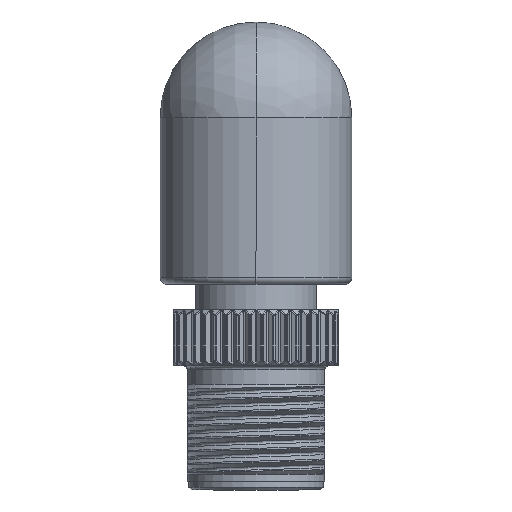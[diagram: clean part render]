
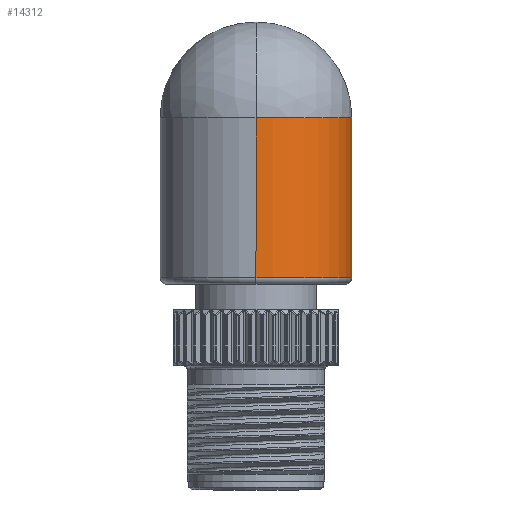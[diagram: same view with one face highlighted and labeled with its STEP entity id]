
A CAD part, front view. The second image highlights one B-rep face of the part: STEP entity #14312.
In plain terms, the highlighted cylindrical face has radius 7.5 mm (diameter 15 mm), a partial arc.
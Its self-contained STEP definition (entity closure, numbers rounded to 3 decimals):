
#330 = VERTEX_POINT ( 'NONE', #16111 ) ;
#1371 = CARTESIAN_POINT ( 'NONE',  ( 7.031, 2.64, -2.631 ) ) ;
#2446 = DIRECTION ( 'NONE',  ( 0., 0., 1. ) ) ;
#3417 = EDGE_CURVE ( 'NONE', #4225, #65276, #60028, .T. ) ;
#4225 = VERTEX_POINT ( 'NONE', #39372 ) ;
#4959 = CARTESIAN_POINT ( 'NONE',  ( 1.131, 7.42, -7.78 ) ) ;
#7810 = DIRECTION ( 'NONE',  ( 0., 0., -1. ) ) ;
#9102 = VECTOR ( 'NONE', #49828, 1000. ) ;
#10104 = CARTESIAN_POINT ( 'NONE',  ( 2.21, 7.172, -7.514 ) ) ;
#11205 = VECTOR ( 'NONE', #7810, 1000. ) ;
#11467 = DIRECTION ( 'NONE',  ( 0., 0., 1. ) ) ;
#14312 = ADVANCED_FACE ( 'NONE', ( #20245 ), #49142, .T. ) ;
#16111 = CARTESIAN_POINT ( 'NONE',  ( 0., -7.5, -12.9 ) ) ;
#16794 = CARTESIAN_POINT ( 'NONE',  ( 0., 7.5, -7.866 ) ) ;
#18775 = EDGE_LOOP ( 'NONE', ( #27011, #46024, #22215, #29951, #33773, #34909 ) ) ;
#20149 = EDGE_CURVE ( 'NONE', #50240, #47783, #53383, .T. ) ;
#20245 = FACE_OUTER_BOUND ( 'NONE', #18775, .T. ) ;
#20718 = CARTESIAN_POINT ( 'NONE',  ( 2.715, 6.996, -7.326 ) ) ;
#20885 = CARTESIAN_POINT ( 'NONE',  ( 0., 7.5, -12.9 ) ) ;
#21805 = CARTESIAN_POINT ( 'NONE',  ( 7.393, 1.268, -1.041 ) ) ;
#22215 = ORIENTED_EDGE ( 'NONE', *, *, #34705, .T. ) ;
#24699 = CARTESIAN_POINT ( 'NONE',  ( 0., -7.5, -0.4 ) ) ;
#25444 = CARTESIAN_POINT ( 'NONE',  ( 0., 7.5, -7.866 ) ) ;
#25890 = CARTESIAN_POINT ( 'NONE',  ( 4.852, 5.739, -5.977 ) ) ;
#26129 = CARTESIAN_POINT ( 'NONE',  ( 3.423, 6.678, -6.985 ) ) ;
#26570 = EDGE_CURVE ( 'NONE', #50240, #65276, #48455, .T. ) ;
#27011 = ORIENTED_EDGE ( 'NONE', *, *, #32575, .F. ) ;
#29951 = ORIENTED_EDGE ( 'NONE', *, *, #20149, .F. ) ;
#30631 = DIRECTION ( 'NONE',  ( 0., -1., 0. ) ) ;
#30640 = DIRECTION ( 'NONE',  ( 0., 1., 0. ) ) ;
#31497 = CARTESIAN_POINT ( 'NONE',  ( 7.305, 1.711, -1.59 ) ) ;
#31710 = CARTESIAN_POINT ( 'NONE',  ( 7.435, 0.984, -0.4 ) ) ;
#32575 = EDGE_CURVE ( 'NONE', #44229, #4225, #34148, .T. ) ;
#33773 = ORIENTED_EDGE ( 'NONE', *, *, #26570, .T. ) ;
#34148 = CIRCLE ( 'NONE', #64973, 7.5 ) ;
#34705 = EDGE_CURVE ( 'NONE', #330, #47783, #37783, .T. ) ;
#34909 = ORIENTED_EDGE ( 'NONE', *, *, #3417, .F. ) ;
#35956 = CARTESIAN_POINT ( 'NONE',  ( 4.076, 6.3, -6.58 ) ) ;
#36371 = EDGE_CURVE ( 'NONE', #44229, #330, #53037, .T. ) ;
#37280 = CARTESIAN_POINT ( 'NONE',  ( 7.345, 1.527, -1.377 ) ) ;
#37783 = CIRCLE ( 'NONE', #40628, 7.5 ) ;
#38827 = AXIS2_PLACEMENT_3D ( 'NONE', #61300, #66458, #30631 ) ;
#39372 = CARTESIAN_POINT ( 'NONE',  ( 7.5, 0., -0.4 ) ) ;
#40459 = CARTESIAN_POINT ( 'NONE',  ( 3.648, 6.558, -6.856 ) ) ;
#40628 = AXIS2_PLACEMENT_3D ( 'NONE', #52135, #11467, #53023 ) ;
#40894 = CARTESIAN_POINT ( 'NONE',  ( 1.405, 7.372, -7.729 ) ) ;
#42433 = CARTESIAN_POINT ( 'NONE',  ( 6.064, 4.433, -4.573 ) ) ;
#44229 = VERTEX_POINT ( 'NONE', #24699 ) ;
#45637 = CARTESIAN_POINT ( 'NONE',  ( 5.801, 4.774, -4.94 ) ) ;
#46024 = ORIENTED_EDGE ( 'NONE', *, *, #36371, .T. ) ;
#46035 = CARTESIAN_POINT ( 'NONE',  ( 7.435, 0.984, -0.4 ) ) ;
#47194 = CARTESIAN_POINT ( 'NONE',  ( 6.71, 3.374, -3.43 ) ) ;
#47783 = VERTEX_POINT ( 'NONE', #20885 ) ;
#48455 = B_SPLINE_CURVE_WITH_KNOTS ( 'NONE', 3,
 ( #25444, #61071, #56817, #4959, #40894, #66014, #10104, #20718, #61517, #26129, #40459, #35956, #56597, #25890, #61949, #45637, #42433, #62170, #47194, #1371, #62816, #31497, #37280, #21805, #57896, #52310, #57027, #31710 ),
 .UNSPECIFIED., .F., .F.,
 ( 4, 2, 2, 2, 2, 2, 2, 2, 2, 2, 2, 2, 2, 4 ),
 ( 0.014, 0.015, 0.016, 0.016, 0.017, 0.018, 0.019, 0.021, 0.023, 0.024, 0.026, 0.027, 0.027, 0.028 ),
 .UNSPECIFIED. ) ;
#49142 = CYLINDRICAL_SURFACE ( 'NONE', #54042, 7.5 ) ;
#49828 = DIRECTION ( 'NONE',  ( 0., 0., -1. ) ) ;
#50240 = VERTEX_POINT ( 'NONE', #16794 ) ;
#52135 = CARTESIAN_POINT ( 'NONE',  ( 0., 0., -12.9 ) ) ;
#52310 = CARTESIAN_POINT ( 'NONE',  ( 7.427, 1.043, -0.681 ) ) ;
#53023 = DIRECTION ( 'NONE',  ( 0., -1., 0. ) ) ;
#53037 = LINE ( 'NONE', #62325, #11205 ) ;
#53383 = LINE ( 'NONE', #54135, #9102 ) ;
#53620 = CARTESIAN_POINT ( 'NONE',  ( 0., 0., -0.4 ) ) ;
#54042 = AXIS2_PLACEMENT_3D ( 'NONE', #61308, #56610, #30640 ) ;
#54135 = CARTESIAN_POINT ( 'NONE',  ( 0., 7.5, 20.813 ) ) ;
#56597 = CARTESIAN_POINT ( 'NONE',  ( 4.278, 6.165, -6.434 ) ) ;
#56610 = DIRECTION ( 'NONE',  ( 0., 0., -1. ) ) ;
#56817 = CARTESIAN_POINT ( 'NONE',  ( 0.572, 7.483, -7.848 ) ) ;
#57027 = CARTESIAN_POINT ( 'NONE',  ( 7.435, 0.984, -0.545 ) ) ;
#57896 = CARTESIAN_POINT ( 'NONE',  ( 7.406, 1.184, -0.926 ) ) ;
#58983 = DIRECTION ( 'NONE',  ( 0., -1., 0. ) ) ;
#60028 = CIRCLE ( 'NONE', #38827, 7.5 ) ;
#61071 = CARTESIAN_POINT ( 'NONE',  ( 0.285, 7.5, -7.866 ) ) ;
#61300 = CARTESIAN_POINT ( 'NONE',  ( 0., 0., -0.4 ) ) ;
#61308 = CARTESIAN_POINT ( 'NONE',  ( 0., 0., 20.813 ) ) ;
#61517 = CARTESIAN_POINT ( 'NONE',  ( 2.957, 6.897, -7.219 ) ) ;
#61949 = CARTESIAN_POINT ( 'NONE',  ( 5.192, 5.431, -5.646 ) ) ;
#62170 = CARTESIAN_POINT ( 'NONE',  ( 6.518, 3.733, -3.818 ) ) ;
#62325 = CARTESIAN_POINT ( 'NONE',  ( 0., -7.5, 20.813 ) ) ;
#62816 = CARTESIAN_POINT ( 'NONE',  ( 7.16, 2.265, -2.22 ) ) ;
#64973 = AXIS2_PLACEMENT_3D ( 'NONE', #53620, #2446, #58983 ) ;
#65276 = VERTEX_POINT ( 'NONE', #46035 ) ;
#66014 = CARTESIAN_POINT ( 'NONE',  ( 1.945, 7.249, -7.596 ) ) ;
#66458 = DIRECTION ( 'NONE',  ( 0., 0., 1. ) ) ;
